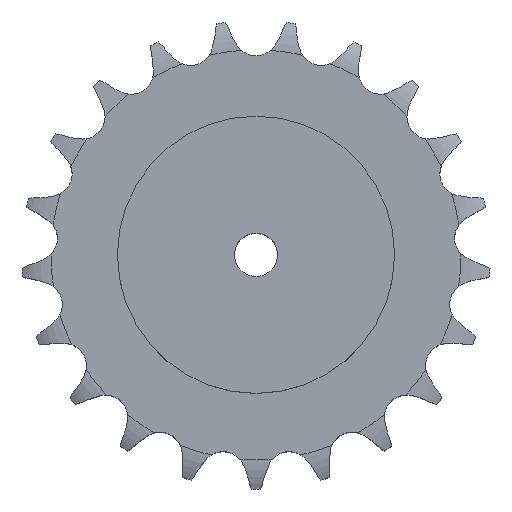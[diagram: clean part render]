
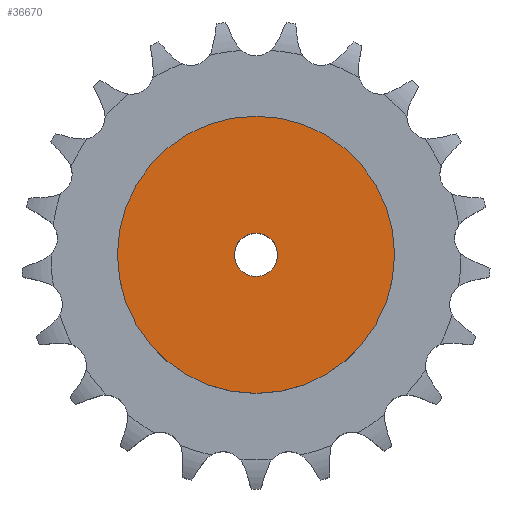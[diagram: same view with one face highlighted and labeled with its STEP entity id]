
A CAD part, top view. The second image highlights one B-rep face of the part: STEP entity #36670.
In plain terms, the highlighted planar face has unit normal (0, 0, 1).
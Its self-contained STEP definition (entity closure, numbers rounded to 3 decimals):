
#19656 = CYLINDRICAL_SURFACE('',#19657,12.5);
#19657 = AXIS2_PLACEMENT_3D('',#19658,#19659,#19660);
#19658 = CARTESIAN_POINT('',(0.,0.,428.235));
#19659 = DIRECTION('',(0.,0.,1.));
#19660 = DIRECTION('',(1.,0.,0.));
#25081 = EDGE_CURVE('',#25082,#25082,#25084,.T.);
#25082 = VERTEX_POINT('',#25083);
#25083 = CARTESIAN_POINT('',(12.5,0.,100.));
#25084 = SURFACE_CURVE('',#25085,(#25090,#25097),.PCURVE_S1.);
#25085 = CIRCLE('',#25086,12.5);
#25086 = AXIS2_PLACEMENT_3D('',#25087,#25088,#25089);
#25087 = CARTESIAN_POINT('',(0.,0.,100.));
#25088 = DIRECTION('',(0.,0.,1.));
#25089 = DIRECTION('',(1.,0.,0.));
#25090 = PCURVE('',#19656,#25091);
#25091 = DEFINITIONAL_REPRESENTATION('',(#25092),#25096);
#25092 = LINE('',#25093,#25094);
#25093 = CARTESIAN_POINT('',(0.,-328.235));
#25094 = VECTOR('',#25095,1.);
#25095 = DIRECTION('',(1.,0.));
#25096 = ( GEOMETRIC_REPRESENTATION_CONTEXT(2) 
PARAMETRIC_REPRESENTATION_CONTEXT() REPRESENTATION_CONTEXT('2D SPACE',''
  ) );
#25097 = PCURVE('',#25098,#25103);
#25098 = PLANE('',#25099);
#25099 = AXIS2_PLACEMENT_3D('',#25100,#25101,#25102);
#25100 = CARTESIAN_POINT('',(0.,0.,100.
    ));
#25101 = DIRECTION('',(0.,0.,1.));
#25102 = DIRECTION('',(1.,0.,0.));
#25103 = DEFINITIONAL_REPRESENTATION('',(#25104),#25108);
#25104 = CIRCLE('',#25105,12.5);
#25105 = AXIS2_PLACEMENT_2D('',#25106,#25107);
#25106 = CARTESIAN_POINT('',(0.,0.));
#25107 = DIRECTION('',(1.,0.));
#25108 = ( GEOMETRIC_REPRESENTATION_CONTEXT(2) 
PARAMETRIC_REPRESENTATION_CONTEXT() REPRESENTATION_CONTEXT('2D SPACE',''
  ) );
#36670 = ADVANCED_FACE('',(#36671,#36702),#25098,.T.);
#36671 = FACE_BOUND('',#36672,.T.);
#36672 = EDGE_LOOP('',(#36673));
#36673 = ORIENTED_EDGE('',*,*,#36674,.T.);
#36674 = EDGE_CURVE('',#36675,#36675,#36677,.T.);
#36675 = VERTEX_POINT('',#36676);
#36676 = CARTESIAN_POINT('',(80.,0.,100.));
#36677 = SURFACE_CURVE('',#36678,(#36683,#36690),.PCURVE_S1.);
#36678 = CIRCLE('',#36679,80.);
#36679 = AXIS2_PLACEMENT_3D('',#36680,#36681,#36682);
#36680 = CARTESIAN_POINT('',(0.,0.,100.));
#36681 = DIRECTION('',(0.,0.,1.));
#36682 = DIRECTION('',(1.,0.,0.));
#36683 = PCURVE('',#25098,#36684);
#36684 = DEFINITIONAL_REPRESENTATION('',(#36685),#36689);
#36685 = CIRCLE('',#36686,80.);
#36686 = AXIS2_PLACEMENT_2D('',#36687,#36688);
#36687 = CARTESIAN_POINT('',(0.,0.));
#36688 = DIRECTION('',(1.,0.));
#36689 = ( GEOMETRIC_REPRESENTATION_CONTEXT(2) 
PARAMETRIC_REPRESENTATION_CONTEXT() REPRESENTATION_CONTEXT('2D SPACE',''
  ) );
#36690 = PCURVE('',#36691,#36696);
#36691 = CYLINDRICAL_SURFACE('',#36692,80.);
#36692 = AXIS2_PLACEMENT_3D('',#36693,#36694,#36695);
#36693 = CARTESIAN_POINT('',(0.,0.,0.));
#36694 = DIRECTION('',(-0.,-0.,-1.));
#36695 = DIRECTION('',(1.,0.,0.));
#36696 = DEFINITIONAL_REPRESENTATION('',(#36697),#36701);
#36697 = LINE('',#36698,#36699);
#36698 = CARTESIAN_POINT('',(-0.,-100.));
#36699 = VECTOR('',#36700,1.);
#36700 = DIRECTION('',(-1.,0.));
#36701 = ( GEOMETRIC_REPRESENTATION_CONTEXT(2) 
PARAMETRIC_REPRESENTATION_CONTEXT() REPRESENTATION_CONTEXT('2D SPACE',''
  ) );
#36702 = FACE_BOUND('',#36703,.T.);
#36703 = EDGE_LOOP('',(#36704));
#36704 = ORIENTED_EDGE('',*,*,#25081,.F.);
